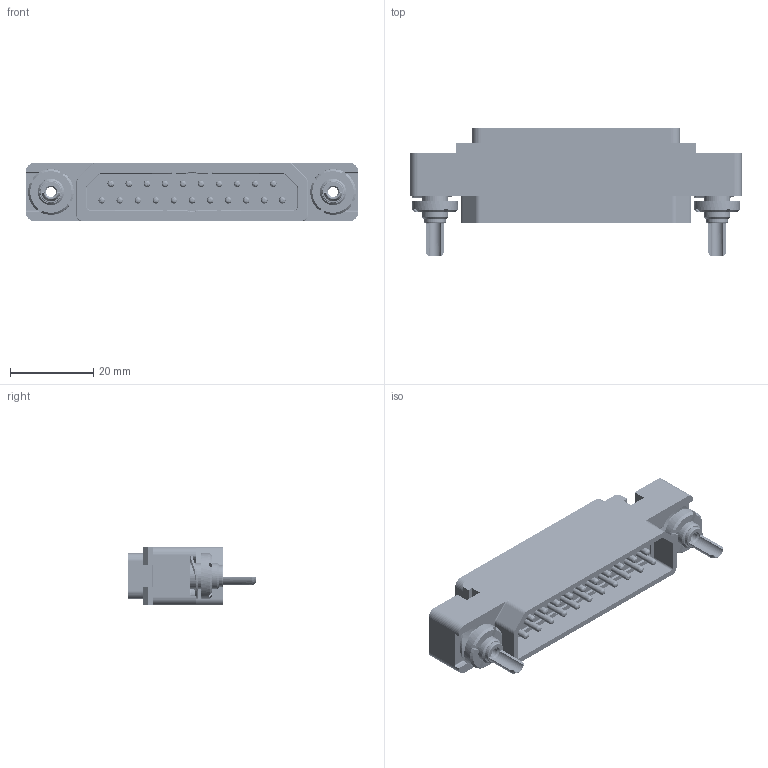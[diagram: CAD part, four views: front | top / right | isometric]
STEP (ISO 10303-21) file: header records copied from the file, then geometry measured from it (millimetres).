
FILE_DESCRIPTION((''),'2;1');
FILE_NAME('1900ND04P1B00E','2020-08-03T',('presta_be4'),(''),'CREO PARAMETRIC BY PTC INC, 2018360','CREO PARAMETRIC BY PTC INC, 2018360','');
FILE_SCHEMA(('CONFIG_CONTROL_DESIGN'));
Products named in the file (1): 1900ND04P1B00E
Bounding box: 80 x 30.76 x 14 mm (x, y, z)
Volume: 14532.1 mm3; surface area: 20026.9 mm2
Topology: 24 solids, 24 shells, 3267 faces, 7867 edges, 4789 vertices
Faces by surface type: cylinder 1081, plane 958, torus 638, cone 424, bspline 140, extrusion 26
Entity records: 106675 total; most frequent: CARTESIAN_POINT 29775, DIRECTION 16963, ORIENTED_EDGE 15642, EDGE_CURVE 7821, AXIS2_PLACEMENT_3D 6905, VERTEX_POINT 4789, CIRCLE 3804, EDGE_LOOP 3646
